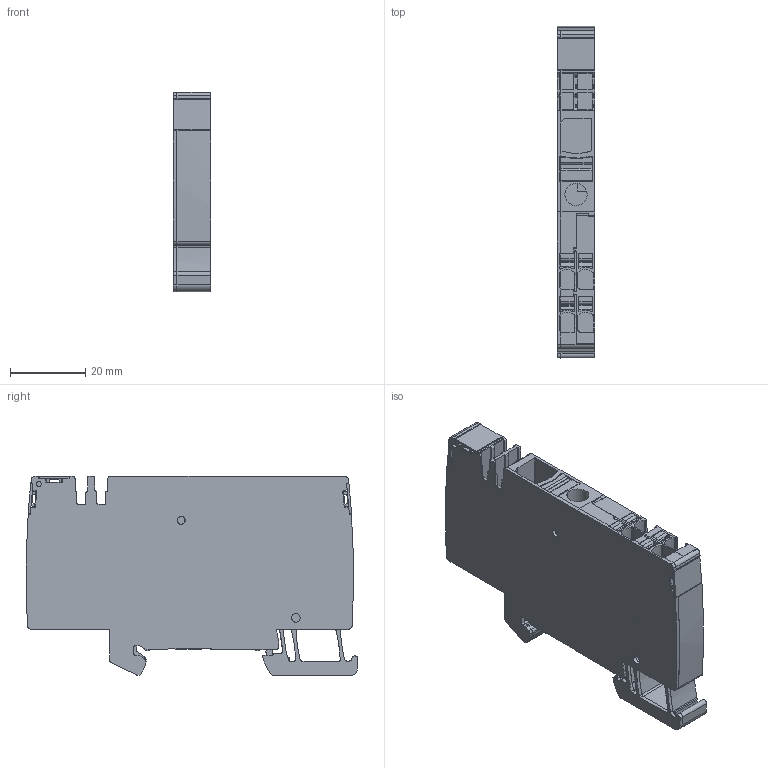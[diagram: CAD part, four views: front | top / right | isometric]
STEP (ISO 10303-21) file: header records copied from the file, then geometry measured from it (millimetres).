
FILE_DESCRIPTION(('CATIA V5 STEP Exchange','CAx-IF Rec.Pracs.--- Model Styling and Organization---1.5--- 2016-08-15','CAx-IF Rec.Pracs.---Supplemental Geometry---1.0---2011-11-01','CAx-IF Rec.Pracs.--- Composite Materials ---1.1---2010-07-15'),'2;1');
FILE_NAME ('1238646-2_2', '2025-09-19T12:24:15+00:00', ('none'), ('Weidmueller'), 'CATIA Version 5-6 Release 2024 SP4', 'CATIA V5 STEP AP214 v3', 'none');
FILE_SCHEMA(('AUTOMOTIVE_DESIGN { 1 0 10303 214 1 1 1 1 }'));
Length unit declared in the file: millimetre
Products named in the file (1): 2742080000
Bounding box: 10 x 88.36 x 53.18 mm (x, y, z)
Volume: 36066.5 mm3; surface area: 26795.6 mm2
Topology: 12 solids, 12 shells, 1454 faces, 4380 edges, 2957 vertices
Faces by surface type: plane 812, cylinder 607, cone 14, extrusion 8, sphere 6, torus 5, bspline 2
Entity records: 49937 total; most frequent: CARTESIAN_POINT 12230, ORIENTED_EDGE 8744, DIRECTION 6359, EDGE_CURVE 4372, VECTOR 3058, LINE 3050, VERTEX_POINT 2957, AXIS2_PLACEMENT_3D 2104
